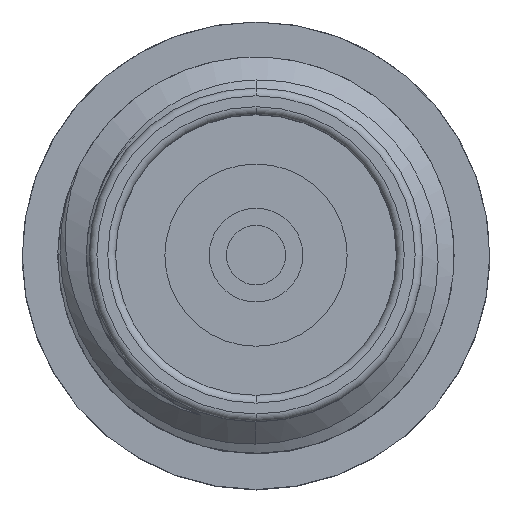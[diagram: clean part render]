
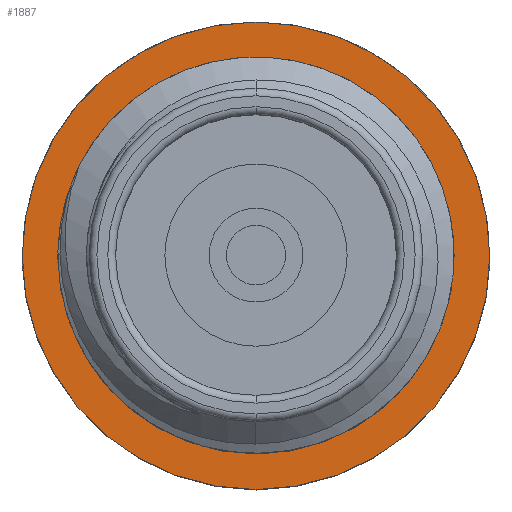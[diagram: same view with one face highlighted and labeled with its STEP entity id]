
A CAD part, top view. The second image highlights one B-rep face of the part: STEP entity #1887.
In plain terms, the highlighted planar face has unit normal (0, 0, 1).
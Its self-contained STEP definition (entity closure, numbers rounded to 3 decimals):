
#174 = DIRECTION ( 'NONE',  ( 0., 0., -1. ) ) ;
#185 = EDGE_CURVE ( 'NONE', #1685, #2743, #3135, .T. ) ;
#301 = CARTESIAN_POINT ( 'NONE',  ( 0., -3.747, 0. ) ) ;
#308 = VERTEX_POINT ( 'NONE', #2227 ) ;
#392 = ORIENTED_EDGE ( 'NONE', *, *, #2423, .F. ) ;
#489 = DIRECTION ( 'NONE',  ( 0., 0., -1. ) ) ;
#628 = AXIS2_PLACEMENT_3D ( 'NONE', #2314, #2184, #1475 ) ;
#745 = EDGE_CURVE ( 'NONE', #3212, #308, #1810, .T. ) ;
#756 = CIRCLE ( 'NONE', #904, 3.747 ) ;
#904 = AXIS2_PLACEMENT_3D ( 'NONE', #2316, #489, #2612 ) ;
#1068 = EDGE_LOOP ( 'NONE', ( #2542, #392 ) ) ;
#1273 = ORIENTED_EDGE ( 'NONE', *, *, #185, .T. ) ;
#1309 = AXIS2_PLACEMENT_3D ( 'NONE', #3022, #2889, #2812 ) ;
#1475 = DIRECTION ( 'NONE',  ( 0., 1., 0. ) ) ;
#1595 = CARTESIAN_POINT ( 'NONE',  ( 0., -3.175, 0. ) ) ;
#1685 = VERTEX_POINT ( 'NONE', #2925 ) ;
#1810 = CIRCLE ( 'NONE', #1880, 3.747 ) ;
#1859 = CIRCLE ( 'NONE', #1929, 3.175 ) ;
#1880 = AXIS2_PLACEMENT_3D ( 'NONE', #3154, #2657, #2908 ) ;
#1887 = ADVANCED_FACE ( 'NONE', ( #3521, #1897 ), #3036, .F. ) ;
#1897 = FACE_OUTER_BOUND ( 'NONE', #1068, .T. ) ;
#1929 = AXIS2_PLACEMENT_3D ( 'NONE', #2014, #174, #2315 ) ;
#2014 = CARTESIAN_POINT ( 'NONE',  ( 0., 0., 0. ) ) ;
#2184 = DIRECTION ( 'NONE',  ( 0., 0., -1. ) ) ;
#2227 = CARTESIAN_POINT ( 'NONE',  ( 0., 3.747, 0. ) ) ;
#2314 = CARTESIAN_POINT ( 'NONE',  ( 0., 0., 0. ) ) ;
#2315 = DIRECTION ( 'NONE',  ( 0., 1., 0. ) ) ;
#2316 = CARTESIAN_POINT ( 'NONE',  ( 0., 0., 0. ) ) ;
#2423 = EDGE_CURVE ( 'NONE', #308, #3212, #756, .T. ) ;
#2542 = ORIENTED_EDGE ( 'NONE', *, *, #745, .F. ) ;
#2612 = DIRECTION ( 'NONE',  ( 0., 1., 0. ) ) ;
#2657 = DIRECTION ( 'NONE',  ( 0., 0., -1. ) ) ;
#2743 = VERTEX_POINT ( 'NONE', #1595 ) ;
#2812 = DIRECTION ( 'NONE',  ( 0., 1., 0. ) ) ;
#2889 = DIRECTION ( 'NONE',  ( 0., 0., -1. ) ) ;
#2893 = EDGE_LOOP ( 'NONE', ( #1273, #3201 ) ) ;
#2908 = DIRECTION ( 'NONE',  ( 0., 1., 0. ) ) ;
#2925 = CARTESIAN_POINT ( 'NONE',  ( 0., 3.175, 0. ) ) ;
#3022 = CARTESIAN_POINT ( 'NONE',  ( 0., 0., 0. ) ) ;
#3036 = PLANE ( 'NONE',  #1309 ) ;
#3135 = CIRCLE ( 'NONE', #628, 3.175 ) ;
#3154 = CARTESIAN_POINT ( 'NONE',  ( 0., 0., 0. ) ) ;
#3201 = ORIENTED_EDGE ( 'NONE', *, *, #3860, .T. ) ;
#3212 = VERTEX_POINT ( 'NONE', #301 ) ;
#3521 = FACE_BOUND ( 'NONE', #2893, .T. ) ;
#3860 = EDGE_CURVE ( 'NONE', #2743, #1685, #1859, .T. ) ;
